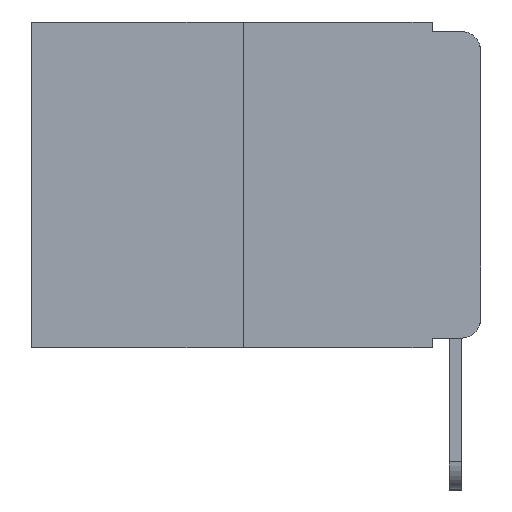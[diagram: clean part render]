
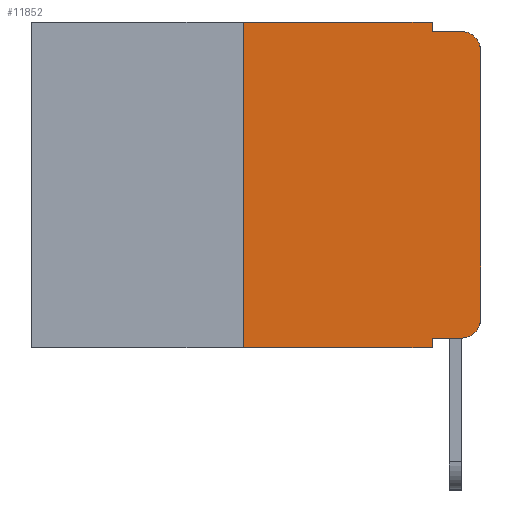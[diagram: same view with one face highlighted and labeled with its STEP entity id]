
A CAD part, left-side view. The second image highlights one B-rep face of the part: STEP entity #11852.
In plain terms, the highlighted planar face has unit normal (-1, 0, 0).
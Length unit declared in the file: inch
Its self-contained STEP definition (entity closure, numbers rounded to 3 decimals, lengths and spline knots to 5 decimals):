
#263 = VERTEX_POINT ( 'NONE', #12691 ) ;
#1338 = LINE ( 'NONE', #2411, #9390 ) ;
#1777 = LINE ( 'NONE', #12933, #17633 ) ;
#1866 = DIRECTION ( 'NONE',  ( 0., 0., -1. ) ) ;
#1950 = VERTEX_POINT ( 'NONE', #13147 ) ;
#2121 = CARTESIAN_POINT ( 'NONE',  ( 0., 0.02, -0.313 ) ) ;
#2217 = AXIS2_PLACEMENT_3D ( 'NONE', #2121, #13189, #3743 ) ;
#2292 = CIRCLE ( 'NONE', #2594, 0.02 ) ;
#2402 = ORIENTED_EDGE ( 'NONE', *, *, #14823, .F. ) ;
#2411 = CARTESIAN_POINT ( 'NONE',  ( 0., 0.473, 0. ) ) ;
#2594 = AXIS2_PLACEMENT_3D ( 'NONE', #12614, #3148, #14068 ) ;
#2990 = ORIENTED_EDGE ( 'NONE', *, *, #6597, .T. ) ;
#3079 = AXIS2_PLACEMENT_3D ( 'NONE', #9596, #19782, #11141 ) ;
#3138 = ORIENTED_EDGE ( 'NONE', *, *, #5066, .T. ) ;
#3148 = DIRECTION ( 'NONE',  ( -1., 0., 0. ) ) ;
#3743 = DIRECTION ( 'NONE',  ( 0., 0., -1. ) ) ;
#4022 = DIRECTION ( 'NONE',  ( 0., -1., 0. ) ) ;
#4032 = DIRECTION ( 'NONE',  ( 0., 0., -1. ) ) ;
#4105 = ORIENTED_EDGE ( 'NONE', *, *, #18067, .T. ) ;
#4142 = CARTESIAN_POINT ( 'NONE',  ( 0., 0.051, -0.333 ) ) ;
#4464 = VECTOR ( 'NONE', #13057, 39.37008 ) ;
#4530 = ORIENTED_EDGE ( 'NONE', *, *, #5144, .F. ) ;
#4710 = ORIENTED_EDGE ( 'NONE', *, *, #5100, .T. ) ;
#4777 = FACE_OUTER_BOUND ( 'NONE', #6462, .T. ) ;
#5066 = EDGE_CURVE ( 'NONE', #1950, #263, #7566, .T. ) ;
#5100 = EDGE_CURVE ( 'NONE', #263, #19237, #2292, .T. ) ;
#5144 = EDGE_CURVE ( 'NONE', #5819, #19237, #9366, .T. ) ;
#5524 = VECTOR ( 'NONE', #8136, 39.37008 ) ;
#5709 = VECTOR ( 'NONE', #4032, 39.37008 ) ;
#5819 = VERTEX_POINT ( 'NONE', #10558 ) ;
#5871 = CARTESIAN_POINT ( 'NONE',  ( 0., 0.25, 0. ) ) ;
#5954 = DIRECTION ( 'NONE',  ( 0., 0., 1. ) ) ;
#5993 = VERTEX_POINT ( 'NONE', #9699 ) ;
#6257 = EDGE_CURVE ( 'NONE', #10256, #5819, #13587, .T. ) ;
#6300 = PLANE ( 'NONE',  #3079 ) ;
#6363 = EDGE_CURVE ( 'NONE', #5993, #19068, #18975, .T. ) ;
#6462 = EDGE_LOOP ( 'NONE', ( #3138, #4710, #4530, #15090, #2402, #6774, #4105, #11971, #9553, #2990 ) ) ;
#6525 = EDGE_CURVE ( 'NONE', #7668, #13960, #1777, .T. ) ;
#6559 = EDGE_CURVE ( 'NONE', #7668, #9109, #13386, .T. ) ;
#6597 = EDGE_CURVE ( 'NONE', #9109, #1950, #11964, .T. ) ;
#6774 = ORIENTED_EDGE ( 'NONE', *, *, #6363, .F. ) ;
#6965 = CARTESIAN_POINT ( 'NONE',  ( 0., 0.473, -0.343 ) ) ;
#7566 = LINE ( 'NONE', #19632, #11782 ) ;
#7668 = VERTEX_POINT ( 'NONE', #4142 ) ;
#8136 = DIRECTION ( 'NONE',  ( 0., -1., 0. ) ) ;
#8401 = CARTESIAN_POINT ( 'NONE',  ( 0., 0.051, -0.333 ) ) ;
#8627 = DIRECTION ( 'NONE',  ( 0., -1., 0. ) ) ;
#8957 = CARTESIAN_POINT ( 'NONE',  ( 0., 0.25, 0. ) ) ;
#9109 = VERTEX_POINT ( 'NONE', #16232 ) ;
#9366 = LINE ( 'NONE', #12749, #5524 ) ;
#9390 = VECTOR ( 'NONE', #4022, 39.37008 ) ;
#9553 = ORIENTED_EDGE ( 'NONE', *, *, #6559, .T. ) ;
#9596 = CARTESIAN_POINT ( 'NONE',  ( 0., 0.473, 0. ) ) ;
#9699 = CARTESIAN_POINT ( 'NONE',  ( 0., 0.25, -0.343 ) ) ;
#10256 = VERTEX_POINT ( 'NONE', #19473 ) ;
#10558 = CARTESIAN_POINT ( 'NONE',  ( 0., 0.051, -0.01 ) ) ;
#10778 = VECTOR ( 'NONE', #8627, 39.37008 ) ;
#11141 = DIRECTION ( 'NONE',  ( 0., 0., -1. ) ) ;
#11782 = VECTOR ( 'NONE', #5954, 39.37008 ) ;
#11852 = ADVANCED_FACE ( 'NONE', ( #4777 ), #6300, .F. ) ;
#11964 = CIRCLE ( 'NONE', #2217, 0.02 ) ;
#11971 = ORIENTED_EDGE ( 'NONE', *, *, #6525, .F. ) ;
#12614 = CARTESIAN_POINT ( 'NONE',  ( 0., 0.02, -0.03 ) ) ;
#12691 = CARTESIAN_POINT ( 'NONE',  ( 0., 0., -0.03 ) ) ;
#12749 = CARTESIAN_POINT ( 'NONE',  ( 0., 0.051, -0.01 ) ) ;
#12900 = CARTESIAN_POINT ( 'NONE',  ( 0., 0.051, -0.343 ) ) ;
#12933 = CARTESIAN_POINT ( 'NONE',  ( 0., 0.051, 0. ) ) ;
#13057 = DIRECTION ( 'NONE',  ( 0., -1., 0. ) ) ;
#13147 = CARTESIAN_POINT ( 'NONE',  ( 0., 0., -0.313 ) ) ;
#13189 = DIRECTION ( 'NONE',  ( -1., 0., 0. ) ) ;
#13386 = LINE ( 'NONE', #8401, #4464 ) ;
#13587 = LINE ( 'NONE', #14900, #5709 ) ;
#13675 = CARTESIAN_POINT ( 'NONE',  ( 0., 0.02, -0.01 ) ) ;
#13960 = VERTEX_POINT ( 'NONE', #12900 ) ;
#14068 = DIRECTION ( 'NONE',  ( 0., 0., -1. ) ) ;
#14823 = EDGE_CURVE ( 'NONE', #19068, #10256, #1338, .T. ) ;
#14900 = CARTESIAN_POINT ( 'NONE',  ( 0., 0.051, 0. ) ) ;
#15090 = ORIENTED_EDGE ( 'NONE', *, *, #6257, .F. ) ;
#15594 = VECTOR ( 'NONE', #18057, 39.37008 ) ;
#16232 = CARTESIAN_POINT ( 'NONE',  ( 0., 0.02, -0.333 ) ) ;
#17633 = VECTOR ( 'NONE', #1866, 39.37008 ) ;
#18057 = DIRECTION ( 'NONE',  ( 0., 0., 1. ) ) ;
#18067 = EDGE_CURVE ( 'NONE', #5993, #13960, #18585, .T. ) ;
#18585 = LINE ( 'NONE', #6965, #10778 ) ;
#18975 = LINE ( 'NONE', #5871, #15594 ) ;
#19068 = VERTEX_POINT ( 'NONE', #8957 ) ;
#19237 = VERTEX_POINT ( 'NONE', #13675 ) ;
#19473 = CARTESIAN_POINT ( 'NONE',  ( 0., 0.051, 0. ) ) ;
#19632 = CARTESIAN_POINT ( 'NONE',  ( 0., 0., 0. ) ) ;
#19782 = DIRECTION ( 'NONE',  ( 1., 0., 0. ) ) ;
